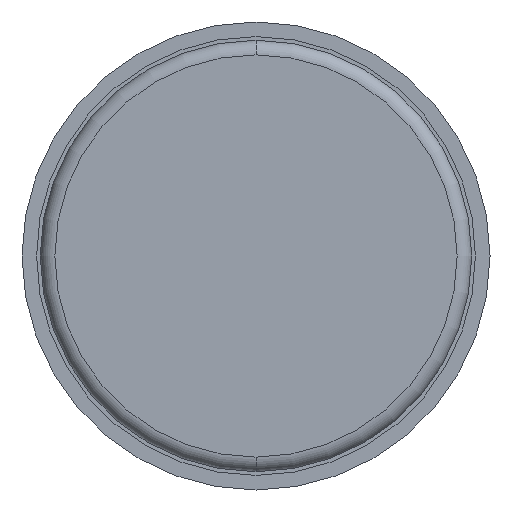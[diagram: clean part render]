
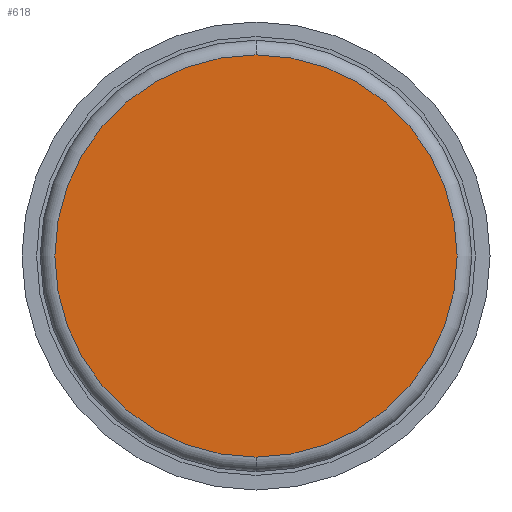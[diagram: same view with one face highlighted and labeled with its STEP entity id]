
A CAD part, front view. The second image highlights one B-rep face of the part: STEP entity #618.
In plain terms, the highlighted planar face has unit normal (0, -1, 0).
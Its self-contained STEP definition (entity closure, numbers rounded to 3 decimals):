
#48=CARTESIAN_POINT('',(0.,-13.,0.));
#49=DIRECTION('',(0.,-1.,0.));
#50=DIRECTION('',(0.,0.,-1.));
#51=AXIS2_PLACEMENT_3D('',#48,#49,#50);
#53=CARTESIAN_POINT('',(0.,-13.,0.));
#54=DIRECTION('',(0.,-1.,0.));
#55=DIRECTION('',(0.,0.,1.));
#56=AXIS2_PLACEMENT_3D('',#53,#54,#55);
#442=CARTESIAN_POINT('',(0.,-13.,-13.75));
#443=CARTESIAN_POINT('',(0.,-13.,13.75));
#444=VERTEX_POINT('',#442);
#445=VERTEX_POINT('',#443);
#608=CARTESIAN_POINT('',(0.,-13.,0.));
#609=DIRECTION('',(0.,-1.,0.));
#610=DIRECTION('',(0.,0.,1.));
#611=AXIS2_PLACEMENT_3D('',#608,#609,#610);
#612=PLANE('',#611);
#614=ORIENTED_EDGE('',*,*,#613,.F.);
#615=ORIENTED_EDGE('',*,*,#598,.F.);
#616=EDGE_LOOP('',(#614,#615));
#617=FACE_OUTER_BOUND('',#616,.F.);
#52=CIRCLE('',#51,13.75);
#57=CIRCLE('',#56,13.75);
#598=EDGE_CURVE('',#445,#444,#57,.T.);
#613=EDGE_CURVE('',#444,#445,#52,.T.);
#618=ADVANCED_FACE('',(#617),#612,.T.);
